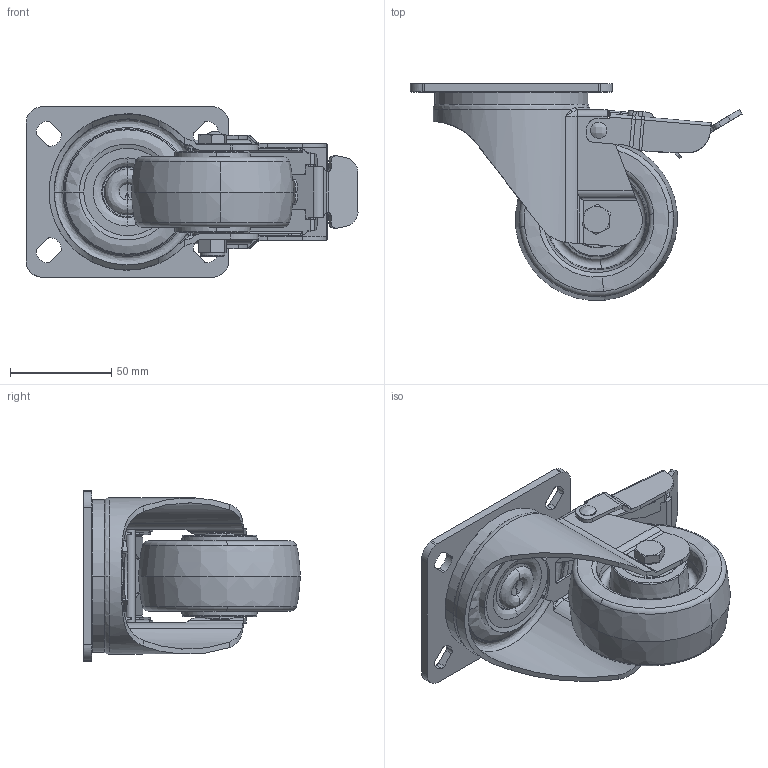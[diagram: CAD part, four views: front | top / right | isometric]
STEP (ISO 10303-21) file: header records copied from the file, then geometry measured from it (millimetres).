
FILE_DESCRIPTION (( 'STEP AP214' ), '1' );
FILE_NAME ('0029920_L-MV-PUZK-080-K-3-DSN.STEP', '2015-10-16T08:47:52', ( '' ), ( '' ), 'SwSTEP 2.0', 'SolidWorks 2014', '' );
FILE_SCHEMA (( 'AUTOMOTIVE_DESIGN' ));
Length unit declared in the file: millimetre
Products named in the file (1): 0029920_L-MV-PUZK-080-K-3-DSN
Bounding box: 163.82 x 106.89 x 84 mm (x, y, z)
Surface area: 114809.3 mm2 (no closed solid volume)
Topology: 0 solids, 19 shells, 804 faces, 2420 edges, 1661 vertices
Faces by surface type: cylinder 301, plane 285, bspline 134, cone 52, torus 32
Entity records: 45703 total; most frequent: CARTESIAN_POINT 17003, ORIENTED_EDGE 4796, DIRECTION 3270, EDGE_CURVE 2414, VERTEX_POINT 1661, AXIS2_PLACEMENT_3D 1244, B_SPLINE_CURVE_WITH_KNOTS 937, EDGE_LOOP 873
